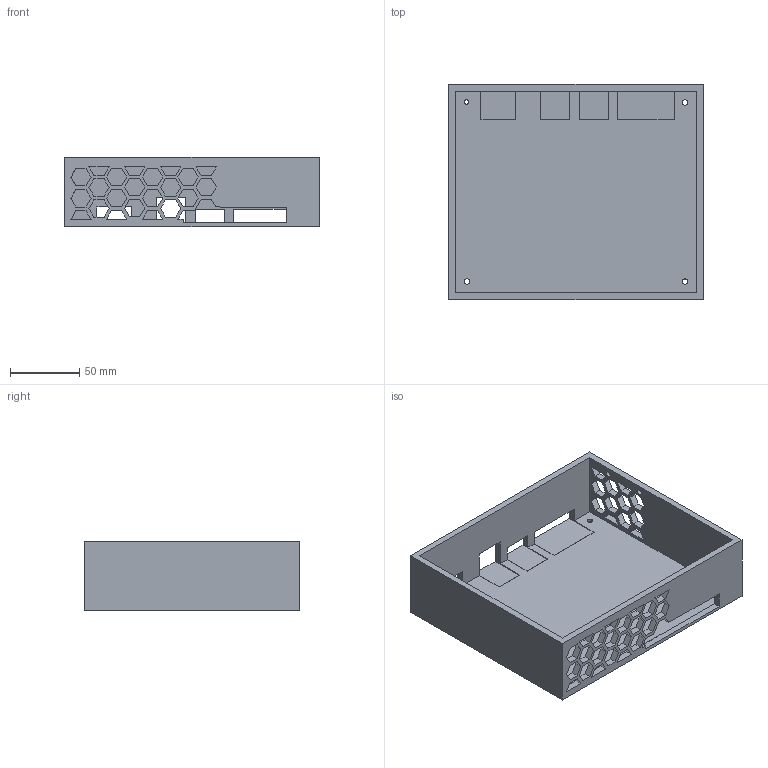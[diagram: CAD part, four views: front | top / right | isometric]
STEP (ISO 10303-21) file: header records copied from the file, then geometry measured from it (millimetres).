
FILE_DESCRIPTION(/* description */ ('STEP AP242','CAx-IF Rec.Pracs.---Representation and Presentation of Product Manufacturing Information (PMI)---4.0---2014-10-13','CAx-IF Rec.Pracs.---3D Tessellated Geometry---0.4---2014-09-14','2;1'),/* implementation_level */ '2;1');
FILE_NAME(/* name */ '688c2f7344961510ff4b2d33',/* time_stamp */ '2025-08-01T03:07:32Z',/* author */ (''),/* organization */ (''),/* preprocessor_version */ 'ST-DEVELOPER v20',/* originating_system */ 'ONSHAPE BY PTC INC, 1.201',/* authorisation */ ' ');
FILE_SCHEMA (('AP242_MANAGED_MODEL_BASED_3D_ENGINEERING_MIM_LF { 1 0 10303 442 1 1 4 }'));
Length unit declared in the file: metre
Products named in the file (1): Part 2
Bounding box: 184.18 x 155.95 x 50 mm (x, y, z)
Volume: 183060.1 mm3; surface area: 119505.2 mm2
Topology: 1 solids, 1 shells, 234 faces, 714 edges, 476 vertices
Faces by surface type: plane 228, cylinder 6
Full cylindrical faces by diameter (mm): 3.213 x1, 3.945 x1, 3.977 x1, 4 x2, 4.01 x1
Entity records: 8002 total; most frequent: CARTESIAN_POINT 1419, ORIENTED_EDGE 1416, DIRECTION 1190, EDGE_CURVE 708, LINE 696, VECTOR 696, VERTEX_POINT 476, EDGE_LOOP 324
